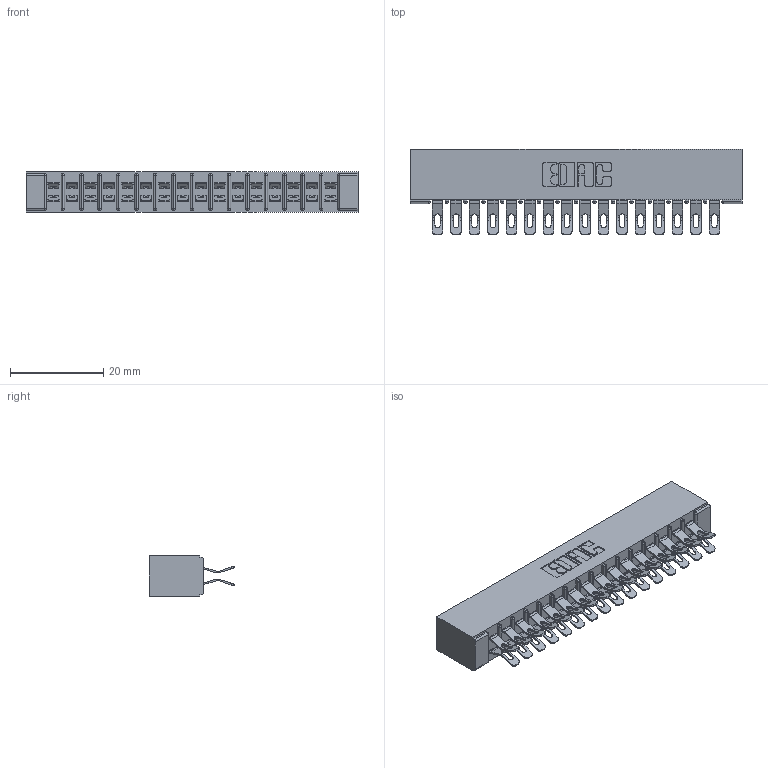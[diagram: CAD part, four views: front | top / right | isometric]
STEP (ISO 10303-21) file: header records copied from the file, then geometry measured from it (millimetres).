
FILE_DESCRIPTION (( 'STEP AP203' ), '1' );
FILE_NAME ('305-032-555-501.STEP', '2019-09-09T16:47:42', ( '' ), ( '' ), 'SwSTEP 2.0', 'SolidWorks 2016', '' );
FILE_SCHEMA (( 'CONFIG_CONTROL_DESIGN' ));
Length unit declared in the file: inch
Products named in the file (3): 305-032-555-501; 305 Part_No Mounting; 305-290-001_555
Assembly tree (33 placements, depth 2):
  305-032-555-501
    305 Part_No Mounting
    305-290-001_555  x32
Bounding box: 71.27 x 18.41 x 8.71 mm (x, y, z)
Volume: 4537.6 mm3; surface area: 9831.9 mm2
Topology: 33 solids, 33 shells, 2220 faces, 6612 edges, 4320 vertices
Faces by surface type: plane 1088, cylinder 1068, sphere 64
Entity records: 20835 total; most frequent: CARTESIAN_POINT 3464, ORIENTED_EDGE 3424, DIRECTION 3364, EDGE_CURVE 1712, VECTOR 1340, LINE 1340, VERTEX_POINT 1096, AXIS2_PLACEMENT_3D 1012
